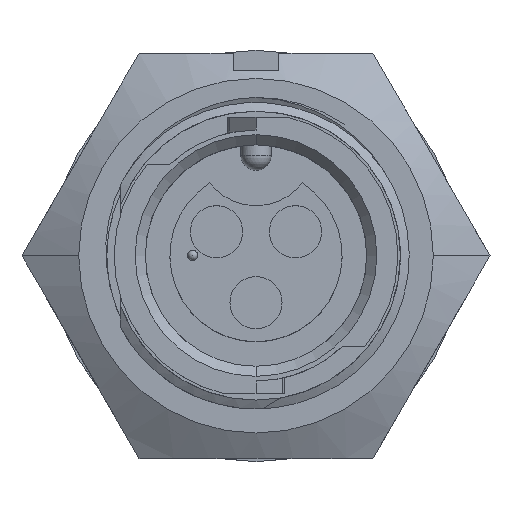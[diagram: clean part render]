
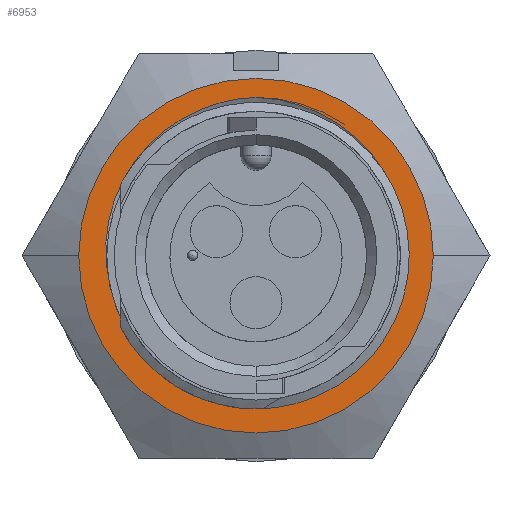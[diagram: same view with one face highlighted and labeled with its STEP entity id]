
A CAD part, top view. The second image highlights one B-rep face of the part: STEP entity #6953.
In plain terms, the highlighted planar face has unit normal (0, 0, 1).
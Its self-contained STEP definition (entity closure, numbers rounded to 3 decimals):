
#142 = VERTEX_POINT ( 'NONE', #7998 ) ;
#224 = VERTEX_POINT ( 'NONE', #2069 ) ;
#443 = EDGE_CURVE ( 'NONE', #4997, #142, #7065, .T. ) ;
#478 = CIRCLE ( 'NONE', #9247, 8.89 ) ;
#686 = CARTESIAN_POINT ( 'NONE',  ( -7.334, -1.47, -6.233 ) ) ;
#778 = CARTESIAN_POINT ( 'NONE',  ( 0.57, 7.904, -6.233 ) ) ;
#995 = CARTESIAN_POINT ( 'NONE',  ( 0., 0., -6.233 ) ) ;
#1349 = EDGE_LOOP ( 'NONE', ( #6972, #4678 ) ) ;
#1444 = EDGE_CURVE ( 'NONE', #224, #6735, #6486, .T. ) ;
#1462 = CARTESIAN_POINT ( 'NONE',  ( -5.552, 5.41, -6.233 ) ) ;
#1496 = AXIS2_PLACEMENT_3D ( 'NONE', #8593, #10299, #1949 ) ;
#1511 = DIRECTION ( 'NONE',  ( 0., 0., -1. ) ) ;
#1533 = CIRCLE ( 'NONE', #8193, 7.48 ) ;
#1576 = CARTESIAN_POINT ( 'NONE',  ( 8.89, 0., -6.233 ) ) ;
#1626 = CARTESIAN_POINT ( 'NONE',  ( -1.142, 7.839, -6.233 ) ) ;
#1659 = CARTESIAN_POINT ( 'NONE',  ( 2.242, 7.558, -6.233 ) ) ;
#1770 = CARTESIAN_POINT ( 'NONE',  ( 7.047, 2.994, -6.233 ) ) ;
#1823 = CARTESIAN_POINT ( 'NONE',  ( 7.532, -0.351, -6.233 ) ) ;
#1949 = DIRECTION ( 'NONE',  ( -1., 0., 0. ) ) ;
#2069 = CARTESIAN_POINT ( 'NONE',  ( -7.334, -1.47, -6.233 ) ) ;
#2139 = EDGE_CURVE ( 'NONE', #142, #4997, #478, .T. ) ;
#2286 = CARTESIAN_POINT ( 'NONE',  ( -7.4, -1.192, -6.233 ) ) ;
#2391 = CARTESIAN_POINT ( 'NONE',  ( -4.27, 6.536, -6.233 ) ) ;
#2478 = CARTESIAN_POINT ( 'NONE',  ( 4.269, 6.536, -6.233 ) ) ;
#3108 = CARTESIAN_POINT ( 'NONE',  ( -7.45, -0.91, -6.233 ) ) ;
#3253 = PLANE ( 'NONE',  #1496 ) ;
#4043 = CARTESIAN_POINT ( 'NONE',  ( -7.225, 2.475, -6.233 ) ) ;
#4088 = FACE_BOUND ( 'NONE', #10728, .T. ) ;
#4096 = CARTESIAN_POINT ( 'NONE',  ( -2.248, 7.557, -6.233 ) ) ;
#4123 = DIRECTION ( 'NONE',  ( 0., 0., 1. ) ) ;
#4285 = CARTESIAN_POINT ( 'NONE',  ( 0., 0., -6.233 ) ) ;
#4670 = EDGE_CURVE ( 'NONE', #224, #8068, #1533, .T. ) ;
#4678 = ORIENTED_EDGE ( 'NONE', *, *, #443, .F. ) ;
#4816 = CARTESIAN_POINT ( 'NONE',  ( 0., 7.938, -6.233 ) ) ;
#4869 = DIRECTION ( 'NONE',  ( -1., 0., 0. ) ) ;
#4997 = VERTEX_POINT ( 'NONE', #1576 ) ;
#5014 = CARTESIAN_POINT ( 'NONE',  ( 7.23, 2.457, -6.233 ) ) ;
#5125 = CARTESIAN_POINT ( 'NONE',  ( 6.557, 4.028, -6.233 ) ) ;
#5787 = CARTESIAN_POINT ( 'NONE',  ( 0., 0., -6.233 ) ) ;
#5829 = CARTESIAN_POINT ( 'NONE',  ( 6.255, 4.516, -6.233 ) ) ;
#5840 = CARTESIAN_POINT ( 'NONE',  ( 0., 7.938, -6.233 ) ) ;
#5848 = CARTESIAN_POINT ( 'NONE',  ( -6.555, 4.03, -6.233 ) ) ;
#5946 = CARTESIAN_POINT ( 'NONE',  ( 5.145, 5.822, -6.233 ) ) ;
#6109 = CARTESIAN_POINT ( 'NONE',  ( 7.475, 1.355, -6.233 ) ) ;
#6156 = ORIENTED_EDGE ( 'NONE', *, *, #7932, .T. ) ;
#6455 = B_SPLINE_CURVE_WITH_KNOTS ( 'NONE', 3,
 ( #10066, #10785, #778, #9180, #7484, #1659, #6661, #10011, #2478, #5946, #9296, #5829, #5125, #1770, #5014, #6109, #8640, #1823, #10184, #9467 ),
 .UNSPECIFIED., .F., .F.,
 ( 4, 2, 2, 2, 2, 2, 2, 2, 2, 4 ),
 ( 0., 0.001, 0.002, 0.003, 0.005, 0.007, 0.009, 0.01, 0.012, 0.014 ),
 .UNSPECIFIED. ) ;
#6461 = CARTESIAN_POINT ( 'NONE',  ( -7.536, 0.794, -6.233 ) ) ;
#6486 = B_SPLINE_CURVE_WITH_KNOTS ( 'NONE', 3,
 ( #686, #2286, #3108, #8273, #10752, #6461, #8985, #4043, #6566, #5848, #9922, #1462, #10864, #2391, #7343, #9144, #4096, #1626, #7502, #4816 ),
 .UNSPECIFIED., .F., .F.,
 ( 4, 2, 2, 2, 2, 2, 2, 2, 2, 4 ),
 ( 0., 0.001, 0.002, 0.003, 0.005, 0.007, 0.009, 0.01, 0.012, 0.014 ),
 .UNSPECIFIED. ) ;
#6566 = CARTESIAN_POINT ( 'NONE',  ( -7.04, 3.009, -6.233 ) ) ;
#6661 = CARTESIAN_POINT ( 'NONE',  ( 2.774, 7.36, -6.233 ) ) ;
#6735 = VERTEX_POINT ( 'NONE', #5840 ) ;
#6953 = ADVANCED_FACE ( 'NONE', ( #4088, #7438 ), #3253, .F. ) ;
#6972 = ORIENTED_EDGE ( 'NONE', *, *, #2139, .F. ) ;
#7065 = CIRCLE ( 'NONE', #8456, 8.89 ) ;
#7343 = CARTESIAN_POINT ( 'NONE',  ( -3.795, 6.844, -6.233 ) ) ;
#7438 = FACE_OUTER_BOUND ( 'NONE', #1349, .T. ) ;
#7475 = DIRECTION ( 'NONE',  ( 1., 0., 0. ) ) ;
#7484 = CARTESIAN_POINT ( 'NONE',  ( 1.417, 7.769, -6.233 ) ) ;
#7502 = CARTESIAN_POINT ( 'NONE',  ( -0.572, 7.92, -6.233 ) ) ;
#7533 = DIRECTION ( 'NONE',  ( -1., 0., 0. ) ) ;
#7910 = CARTESIAN_POINT ( 'NONE',  ( 7.334, -1.47, -6.233 ) ) ;
#7932 = EDGE_CURVE ( 'NONE', #6735, #8068, #6455, .T. ) ;
#7998 = CARTESIAN_POINT ( 'NONE',  ( -8.89, 0., -6.233 ) ) ;
#8068 = VERTEX_POINT ( 'NONE', #7910 ) ;
#8193 = AXIS2_PLACEMENT_3D ( 'NONE', #4285, #4123, #7475 ) ;
#8273 = CARTESIAN_POINT ( 'NONE',  ( -7.517, -0.343, -6.233 ) ) ;
#8407 = DIRECTION ( 'NONE',  ( 0., 0., -1. ) ) ;
#8456 = AXIS2_PLACEMENT_3D ( 'NONE', #5787, #1511, #4869 ) ;
#8593 = CARTESIAN_POINT ( 'NONE',  ( -5.866, -10.16, -6.233 ) ) ;
#8640 = CARTESIAN_POINT ( 'NONE',  ( 7.537, 0.781, -6.233 ) ) ;
#8958 = ORIENTED_EDGE ( 'NONE', *, *, #4670, .F. ) ;
#8985 = CARTESIAN_POINT ( 'NONE',  ( -7.475, 1.358, -6.233 ) ) ;
#9144 = CARTESIAN_POINT ( 'NONE',  ( -2.787, 7.354, -6.233 ) ) ;
#9180 = CARTESIAN_POINT ( 'NONE',  ( 1.136, 7.824, -6.233 ) ) ;
#9247 = AXIS2_PLACEMENT_3D ( 'NONE', #995, #8407, #7533 ) ;
#9296 = CARTESIAN_POINT ( 'NONE',  ( 5.55, 5.413, -6.233 ) ) ;
#9467 = CARTESIAN_POINT ( 'NONE',  ( 7.334, -1.47, -6.233 ) ) ;
#9922 = CARTESIAN_POINT ( 'NONE',  ( -6.251, 4.521, -6.233 ) ) ;
#10011 = CARTESIAN_POINT ( 'NONE',  ( 3.795, 6.845, -6.233 ) ) ;
#10066 = CARTESIAN_POINT ( 'NONE',  ( 0., 7.938, -6.233 ) ) ;
#10184 = CARTESIAN_POINT ( 'NONE',  ( 7.466, -0.913, -6.233 ) ) ;
#10299 = DIRECTION ( 'NONE',  ( 0., 0., -1. ) ) ;
#10492 = ORIENTED_EDGE ( 'NONE', *, *, #1444, .T. ) ;
#10728 = EDGE_LOOP ( 'NONE', ( #10492, #6156, #8958 ) ) ;
#10752 = CARTESIAN_POINT ( 'NONE',  ( -7.534, -0.057, -6.233 ) ) ;
#10785 = CARTESIAN_POINT ( 'NONE',  ( 0.286, 7.929, -6.233 ) ) ;
#10864 = CARTESIAN_POINT ( 'NONE',  ( -5.156, 5.813, -6.233 ) ) ;
